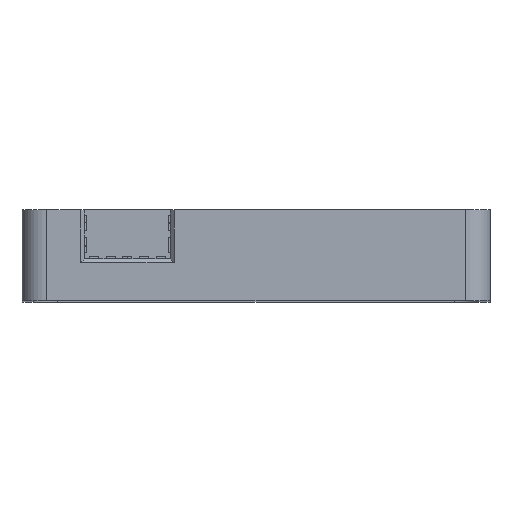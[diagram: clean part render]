
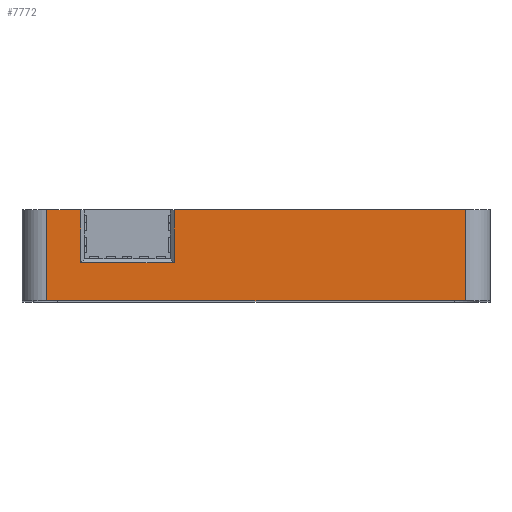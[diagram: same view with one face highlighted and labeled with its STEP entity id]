
A CAD part, top view. The second image highlights one B-rep face of the part: STEP entity #7772.
In plain terms, the highlighted planar face has unit normal (0, 0, 1).
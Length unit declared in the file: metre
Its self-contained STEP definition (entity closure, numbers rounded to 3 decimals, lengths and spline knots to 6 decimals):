
#1157=ORIENTED_EDGE('',*,*,#3244,.T.);
#1158=ORIENTED_EDGE('',*,*,#3245,.T.);
#1159=ORIENTED_EDGE('',*,*,#3084,.T.);
#1160=ORIENTED_EDGE('',*,*,#3246,.T.);
#1161=ORIENTED_EDGE('',*,*,#3247,.F.);
#1162=ORIENTED_EDGE('',*,*,#3248,.T.);
#1163=ORIENTED_EDGE('',*,*,#3087,.T.);
#1164=ORIENTED_EDGE('',*,*,#3249,.T.);
#3084=EDGE_CURVE('',#4124,#4125,#4883,.T.);
#3087=EDGE_CURVE('',#4127,#4126,#4886,.T.);
#3244=EDGE_CURVE('',#4217,#4218,#5031,.T.);
#3245=EDGE_CURVE('',#4218,#4124,#5032,.T.);
#3246=EDGE_CURVE('',#4125,#4219,#5033,.F.);
#3247=EDGE_CURVE('',#4220,#4219,#5034,.T.);
#3248=EDGE_CURVE('',#4220,#4127,#5035,.T.);
#3249=EDGE_CURVE('',#4126,#4217,#5036,.T.);
#4124=VERTEX_POINT('',#11880);
#4125=VERTEX_POINT('',#11881);
#4126=VERTEX_POINT('',#11884);
#4127=VERTEX_POINT('',#11886);
#4217=VERTEX_POINT('',#12170);
#4218=VERTEX_POINT('',#12171);
#4219=VERTEX_POINT('',#12174);
#4220=VERTEX_POINT('',#12176);
#4883=LINE('',#11879,#5859);
#4886=LINE('',#11885,#5862);
#5031=LINE('',#12169,#6007);
#5032=LINE('',#12172,#6008);
#5033=LINE('',#12173,#6009);
#5034=LINE('',#12175,#6010);
#5035=LINE('',#12177,#6011);
#5036=LINE('',#12178,#6012);
#5859=VECTOR('',#9419,1.);
#5862=VECTOR('',#9422,1.);
#6007=VECTOR('',#9665,1.);
#6008=VECTOR('',#9666,1.);
#6009=VECTOR('',#9667,1.);
#6010=VECTOR('',#9668,1.);
#6011=VECTOR('',#9669,1.);
#6012=VECTOR('',#9670,1.);
#6463=EDGE_LOOP('',(#1157,#1158,#1159,#1160,#1161,#1162,#1163,#1164));
#6992=FACE_BOUND('',#6463,.T.);
#7436=PLANE('',#8263);
#7772=ADVANCED_FACE('',(#6992),#7436,.F.);
#8263=AXIS2_PLACEMENT_3D('',#12168,#9663,#9664);
#9419=DIRECTION('',(-1.,0.,0.));
#9422=DIRECTION('',(-1.,0.,0.));
#9663=DIRECTION('',(0.,0.,-1.));
#9664=DIRECTION('',(-1.,0.,0.));
#9665=DIRECTION('',(-1.,0.,0.));
#9666=DIRECTION('',(0.,1.,0.));
#9667=DIRECTION('',(0.,1.,0.));
#9668=DIRECTION('',(-1.,0.,0.));
#9669=DIRECTION('',(0.,1.,0.));
#9670=DIRECTION('',(0.,-1.,0.));
#11879=CARTESIAN_POINT('',(0.,0.,0.075));
#11880=CARTESIAN_POINT('',(-0.028487,0.,0.075));
#11881=CARTESIAN_POINT('',(-0.034,0.,0.075));
#11884=CARTESIAN_POINT('',(-0.013287,0.,0.075));
#11885=CARTESIAN_POINT('',(0.,0.,0.075));
#11886=CARTESIAN_POINT('',(0.034,0.,0.075));
#12168=CARTESIAN_POINT('',(0.,-0.002,0.075));
#12169=CARTESIAN_POINT('',(0.,-0.0086,0.075));
#12170=CARTESIAN_POINT('',(-0.013287,-0.0086,0.075));
#12171=CARTESIAN_POINT('',(-0.028487,-0.0086,0.075));
#12172=CARTESIAN_POINT('',(-0.028487,0.,0.075));
#12173=CARTESIAN_POINT('',(-0.034,-0.002,0.075));
#12174=CARTESIAN_POINT('',(-0.034,-0.0148,0.075));
#12175=CARTESIAN_POINT('',(0.,-0.0148,0.075));
#12176=CARTESIAN_POINT('',(0.034,-0.0148,0.075));
#12177=CARTESIAN_POINT('',(0.034,0.,0.075));
#12178=CARTESIAN_POINT('',(-0.013287,-0.002,0.075));
